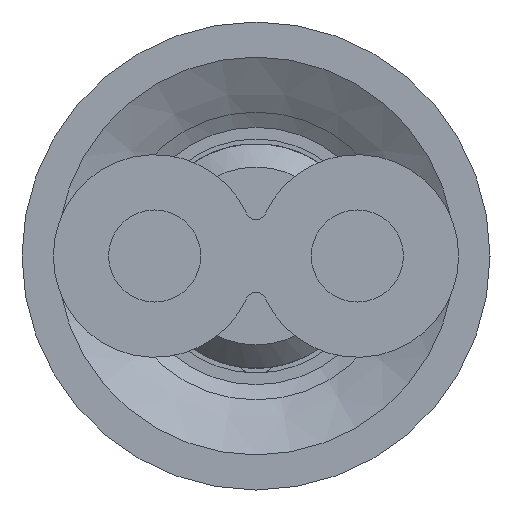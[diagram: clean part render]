
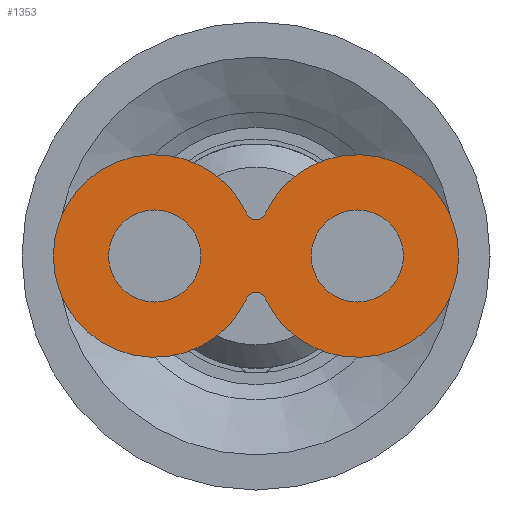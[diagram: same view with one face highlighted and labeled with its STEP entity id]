
A CAD part, left-side view. The second image highlights one B-rep face of the part: STEP entity #1353.
In plain terms, the highlighted planar face has unit normal (-1, 0, 0).
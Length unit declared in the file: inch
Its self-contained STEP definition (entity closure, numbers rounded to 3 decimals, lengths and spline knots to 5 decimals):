
#914=CARTESIAN_POINT('',(-50.,-1.1,0.));
#915=DIRECTION('',(-1.,0.,0.));
#916=DIRECTION('',(0.,0.91,-0.414));
#917=AXIS2_PLACEMENT_3D('',#914,#915,#916);
#919=CARTESIAN_POINT('',(-50.,0.,-0.5));
#920=DIRECTION('',(1.,0.,0.));
#921=DIRECTION('',(0.,0.91,0.414));
#922=AXIS2_PLACEMENT_3D('',#919,#920,#921);
#924=CARTESIAN_POINT('',(-50.,1.1,0.));
#925=DIRECTION('',(-1.,0.,0.));
#926=DIRECTION('',(0.,-0.91,0.414));
#927=AXIS2_PLACEMENT_3D('',#924,#925,#926);
#929=CARTESIAN_POINT('',(-50.,0.,0.5));
#930=DIRECTION('',(1.,0.,0.));
#931=DIRECTION('',(0.,-0.91,-0.414));
#932=AXIS2_PLACEMENT_3D('',#929,#930,#931);
#934=CARTESIAN_POINT('',(-50.,1.1,0.));
#935=DIRECTION('',(1.,0.,0.));
#936=DIRECTION('',(0.,0.,-1.));
#937=AXIS2_PLACEMENT_3D('',#934,#935,#936);
#939=CARTESIAN_POINT('',(-50.,1.1,0.));
#940=DIRECTION('',(1.,0.,0.));
#941=DIRECTION('',(0.,0.,1.));
#942=AXIS2_PLACEMENT_3D('',#939,#940,#941);
#944=CARTESIAN_POINT('',(-50.,-1.1,0.));
#945=DIRECTION('',(1.,0.,0.));
#946=DIRECTION('',(0.,0.,-1.));
#947=AXIS2_PLACEMENT_3D('',#944,#945,#946);
#949=CARTESIAN_POINT('',(-50.,-1.1,0.));
#950=DIRECTION('',(1.,0.,0.));
#951=DIRECTION('',(0.,0.,1.));
#952=AXIS2_PLACEMENT_3D('',#949,#950,#951);
#994=CARTESIAN_POINT('',(-50.,-0.0986,-0.45518));
#995=CARTESIAN_POINT('',(-50.,-0.0986,0.45518));
#996=VERTEX_POINT('',#994);
#997=VERTEX_POINT('',#995);
#998=CARTESIAN_POINT('',(-50.,0.0986,0.45518));
#999=VERTEX_POINT('',#998);
#1000=CARTESIAN_POINT('',(-50.,0.0986,-0.45518));
#1001=VERTEX_POINT('',#1000);
#1010=CARTESIAN_POINT('',(-50.,1.1,-0.5));
#1011=CARTESIAN_POINT('',(-50.,1.1,0.5));
#1012=VERTEX_POINT('',#1010);
#1013=VERTEX_POINT('',#1011);
#1014=CARTESIAN_POINT('',(-50.,-1.1,-0.5));
#1015=CARTESIAN_POINT('',(-50.,-1.1,0.5));
#1016=VERTEX_POINT('',#1014);
#1017=VERTEX_POINT('',#1015);
#1330=CARTESIAN_POINT('',(-50.,0.,0.));
#1331=DIRECTION('',(-1.,0.,0.));
#1332=DIRECTION('',(0.,-1.,0.));
#1333=AXIS2_PLACEMENT_3D('',#1330,#1331,#1332);
#1334=PLANE('',#1333);
#1335=ORIENTED_EDGE('',*,*,#1311,.F.);
#1336=ORIENTED_EDGE('',*,*,#1324,.F.);
#1337=ORIENTED_EDGE('',*,*,#1282,.F.);
#1338=ORIENTED_EDGE('',*,*,#1297,.F.);
#1339=EDGE_LOOP('',(#1335,#1336,#1337,#1338));
#1340=FACE_OUTER_BOUND('',#1339,.F.);
#1342=ORIENTED_EDGE('',*,*,#1341,.F.);
#1344=ORIENTED_EDGE('',*,*,#1343,.F.);
#1345=EDGE_LOOP('',(#1342,#1344));
#1346=FACE_BOUND('',#1345,.F.);
#1348=ORIENTED_EDGE('',*,*,#1347,.F.);
#1350=ORIENTED_EDGE('',*,*,#1349,.F.);
#1351=EDGE_LOOP('',(#1348,#1350));
#1352=FACE_BOUND('',#1351,.F.);
#1353=ADVANCED_FACE('',(#1340,#1346,#1352),#1334,.T.);
#918=CIRCLE('',#917,1.1);
#923=CIRCLE('',#922,0.1083);
#928=CIRCLE('',#927,1.1);
#933=CIRCLE('',#932,0.1083);
#938=CIRCLE('',#937,0.5);
#943=CIRCLE('',#942,0.5);
#948=CIRCLE('',#947,0.5);
#953=CIRCLE('',#952,0.5);
#1282=EDGE_CURVE('',#999,#1001,#928,.T.);
#1297=EDGE_CURVE('',#997,#999,#933,.T.);
#1311=EDGE_CURVE('',#996,#997,#918,.T.);
#1324=EDGE_CURVE('',#1001,#996,#923,.T.);
#1341=EDGE_CURVE('',#1012,#1013,#938,.T.);
#1343=EDGE_CURVE('',#1013,#1012,#943,.T.);
#1347=EDGE_CURVE('',#1016,#1017,#948,.T.);
#1349=EDGE_CURVE('',#1017,#1016,#953,.T.);
